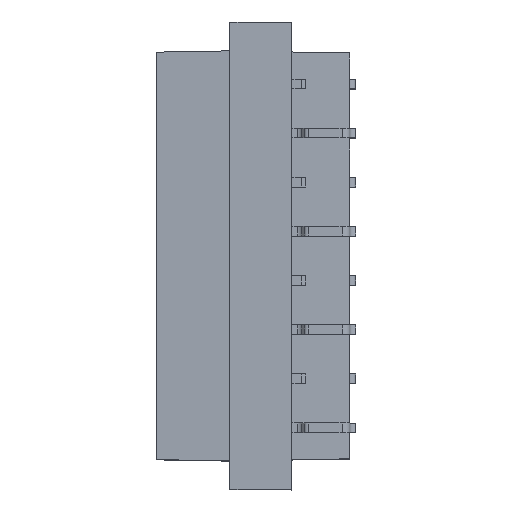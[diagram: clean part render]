
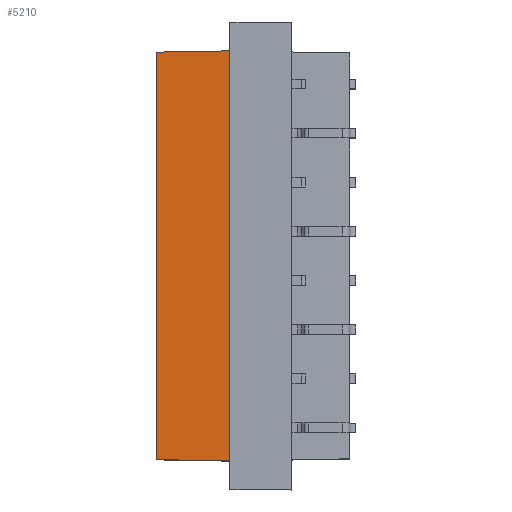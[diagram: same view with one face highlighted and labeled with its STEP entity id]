
A CAD part, top view. The second image highlights one B-rep face of the part: STEP entity #5210.
In plain terms, the highlighted planar face has unit normal (-0.039, 0, 0.999).
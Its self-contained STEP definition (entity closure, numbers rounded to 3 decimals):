
#3832 = VERTEX_POINT('',#3833);
#3833 = CARTESIAN_POINT('',(-1.375,-4.667,5.105));
#3850 = VERTEX_POINT('',#3851);
#3851 = CARTESIAN_POINT('',(-1.375,5.867,5.105));
#3857 = EDGE_CURVE('',#3850,#3832,#3858,.T.);
#3858 = LINE('',#3859,#3860);
#3859 = CARTESIAN_POINT('',(-1.375,5.867,5.105));
#3860 = VECTOR('',#3861,1.);
#3861 = DIRECTION('',(0.,-1.,0.));
#5007 = EDGE_CURVE('',#3832,#5008,#5010,.T.);
#5008 = VERTEX_POINT('',#5009);
#5009 = CARTESIAN_POINT('',(0.525,-4.7,5.18));
#5010 = LINE('',#5011,#5012);
#5011 = CARTESIAN_POINT('',(-1.375,-4.667,5.105));
#5012 = VECTOR('',#5013,1.);
#5013 = DIRECTION('',(0.999,-0.017,
    0.039));
#5085 = VERTEX_POINT('',#5086);
#5086 = CARTESIAN_POINT('',(0.525,5.9,5.18));
#5117 = EDGE_CURVE('',#5085,#5008,#5118,.T.);
#5118 = LINE('',#5119,#5120);
#5119 = CARTESIAN_POINT('',(0.525,5.9,5.18));
#5120 = VECTOR('',#5121,1.);
#5121 = DIRECTION('',(0.,-1.,0.));
#5186 = EDGE_CURVE('',#3850,#5085,#5187,.T.);
#5187 = LINE('',#5188,#5189);
#5188 = CARTESIAN_POINT('',(-1.375,5.867,5.105));
#5189 = VECTOR('',#5190,1.);
#5190 = DIRECTION('',(0.999,0.017,
    0.039));
#5210 = ADVANCED_FACE('',(#5211),#5217,.T.);
#5211 = FACE_BOUND('',#5212,.F.);
#5212 = EDGE_LOOP('',(#5213,#5214,#5215,#5216));
#5213 = ORIENTED_EDGE('',*,*,#5007,.F.);
#5214 = ORIENTED_EDGE('',*,*,#3857,.F.);
#5215 = ORIENTED_EDGE('',*,*,#5186,.T.);
#5216 = ORIENTED_EDGE('',*,*,#5117,.T.);
#5217 = PLANE('',#5218);
#5218 = AXIS2_PLACEMENT_3D('',#5219,#5220,#5221);
#5219 = CARTESIAN_POINT('',(0.525,6.645,5.18));
#5220 = DIRECTION('',(-0.039,0.,
    0.999));
#5221 = DIRECTION('',(-0.999,0.,
    -0.039));
